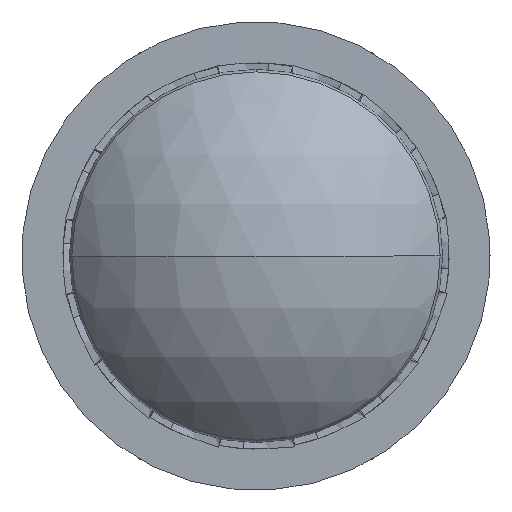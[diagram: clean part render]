
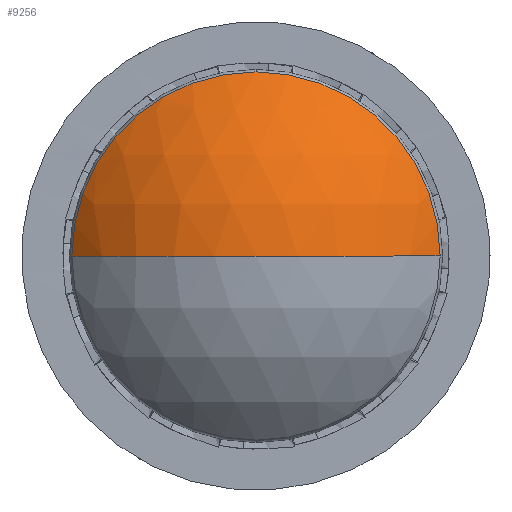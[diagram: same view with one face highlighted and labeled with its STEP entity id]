
A CAD part, left-side view. The second image highlights one B-rep face of the part: STEP entity #9256.
In plain terms, the highlighted spherical face has radius 5.715 mm.
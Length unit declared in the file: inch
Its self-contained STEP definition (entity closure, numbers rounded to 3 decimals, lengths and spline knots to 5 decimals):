
#1768 = CARTESIAN_POINT ( 'NONE',  ( 0., 0., 0. ) ) ;
#1771 = FACE_OUTER_BOUND ( 'NONE', #7720, .T. ) ;
#1772 = SPHERICAL_SURFACE ( 'NONE', #1940, 0.225 ) ;
#1775 = DIRECTION ( 'NONE',  ( 0., 0., 1. ) ) ;
#1776 = DIRECTION ( 'NONE',  ( 0., 1., 0. ) ) ;
#1816 = CARTESIAN_POINT ( 'NONE',  ( 0., 0., 0. ) ) ;
#1817 = DIRECTION ( 'NONE',  ( 0., 0., 1. ) ) ;
#1818 = DIRECTION ( 'NONE',  ( 0., -1., 0. ) ) ;
#1822 = CARTESIAN_POINT ( 'NONE',  ( 0., 0., 0. ) ) ;
#1823 = DIRECTION ( 'NONE',  ( 0., 0., -1. ) ) ;
#1824 = DIRECTION ( 'NONE',  ( 0., 1., 0. ) ) ;
#1846 = CARTESIAN_POINT ( 'NONE',  ( -0.14765, 0., 0. ) ) ;
#1847 = DIRECTION ( 'NONE',  ( 1., 0., 0. ) ) ;
#1848 = DIRECTION ( 'NONE',  ( 0., 0., -1. ) ) ;
#1850 = CARTESIAN_POINT ( 'NONE',  ( -0.14765, 0., 0. ) ) ;
#1851 = DIRECTION ( 'NONE',  ( 1., 0., 0. ) ) ;
#1852 = DIRECTION ( 'NONE',  ( 0., 0., -1. ) ) ;
#1940 = AXIS2_PLACEMENT_3D ( 'NONE', #1768, #1775, #1776 ) ;
#1959 = CIRCLE ( 'NONE', #1962, 0.225 ) ;
#1962 = AXIS2_PLACEMENT_3D ( 'NONE', #1816, #1817, #1818 ) ;
#1963 = CIRCLE ( 'NONE', #1967, 0.225 ) ;
#1967 = AXIS2_PLACEMENT_3D ( 'NONE', #1822, #1823, #1824 ) ;
#1973 = CIRCLE ( 'NONE', #1977, 0.16978 ) ;
#1974 = CIRCLE ( 'NONE', #1975, 0.16978 ) ;
#1975 = AXIS2_PLACEMENT_3D ( 'NONE', #1846, #1847, #1848 ) ;
#1977 = AXIS2_PLACEMENT_3D ( 'NONE', #1850, #1851, #1852 ) ;
#3751 = ORIENTED_EDGE ( 'NONE', *, *, #9268, .F. ) ;
#3752 = ORIENTED_EDGE ( 'NONE', *, *, #9266, .T. ) ;
#3753 = ORIENTED_EDGE ( 'NONE', *, *, #9275, .F. ) ;
#3754 = ORIENTED_EDGE ( 'NONE', *, *, #9274, .F. ) ;
#7667 = VERTEX_POINT ( 'NONE', #11000 ) ;
#7671 = VERTEX_POINT ( 'NONE', #11004 ) ;
#7673 = VERTEX_POINT ( 'NONE', #11006 ) ;
#7674 = VERTEX_POINT ( 'NONE', #11007 ) ;
#7720 = EDGE_LOOP ( 'NONE', ( #3751, #3752, #3753, #3754 ) ) ;
#9256 = ADVANCED_FACE ( 'NONE', ( #1771 ), #1772, .T. ) ;
#9266 = EDGE_CURVE ( 'NONE', #7671, #7674, #1959, .T. ) ;
#9268 = EDGE_CURVE ( 'NONE', #7671, #7667, #1963, .T. ) ;
#9274 = EDGE_CURVE ( 'NONE', #7667, #7673, #1974, .T. ) ;
#9275 = EDGE_CURVE ( 'NONE', #7673, #7674, #1973, .T. ) ;
#11000 = CARTESIAN_POINT ( 'NONE',  ( -0.14765, 0.16978, 0. ) ) ;
#11004 = CARTESIAN_POINT ( 'NONE',  ( -0.225, 0., 0. ) ) ;
#11006 = CARTESIAN_POINT ( 'NONE',  ( -0.14765, 0., 0.16978 ) ) ;
#11007 = CARTESIAN_POINT ( 'NONE',  ( -0.14765, -0.16978, 0. ) ) ;
